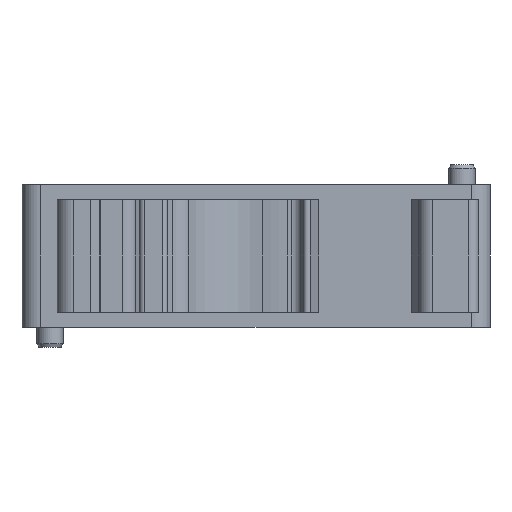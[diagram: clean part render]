
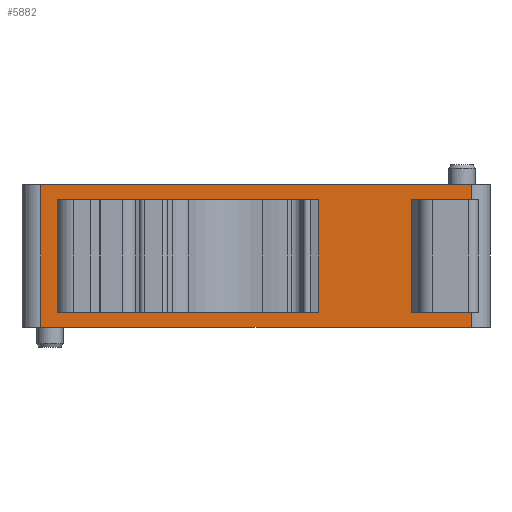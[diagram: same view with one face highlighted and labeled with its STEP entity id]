
A CAD part, front view. The second image highlights one B-rep face of the part: STEP entity #5882.
In plain terms, the highlighted planar face has unit normal (0, -1, 0).
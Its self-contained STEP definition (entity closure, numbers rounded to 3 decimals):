
#349=DIRECTION('',(1.,0.,0.));
#350=VECTOR('',#349,46.);
#351=CARTESIAN_POINT('',(2.,0.,-15.2));
#352=LINE('',#351,#350);
#771=DIRECTION('',(0.,0.,-1.));
#772=VECTOR('',#771,15.2);
#773=CARTESIAN_POINT('',(2.,0.,0.));
#774=LINE('',#773,#772);
#904=DIRECTION('',(-1.,0.,0.));
#905=VECTOR('',#904,46.);
#906=CARTESIAN_POINT('',(48.,0.,0.));
#907=LINE('',#906,#905);
#1381=DIRECTION('',(0.,0.,-1.));
#1382=VECTOR('',#1381,15.2);
#1383=CARTESIAN_POINT('',(48.,0.,0.));
#1384=LINE('',#1383,#1382);
#1385=DIRECTION('',(1.,0.,0.));
#1386=VECTOR('',#1385,26.455);
#1387=CARTESIAN_POINT('',(4.261,0.,-1.6));
#1388=LINE('',#1387,#1386);
#1570=DIRECTION('',(0.,0.,-1.));
#1571=VECTOR('',#1570,12.);
#1572=CARTESIAN_POINT('',(30.716,0.,-1.6));
#1573=LINE('',#1572,#1571);
#1574=DIRECTION('',(-1.,0.,0.));
#1575=VECTOR('',#1574,26.455);
#1576=CARTESIAN_POINT('',(30.716,0.,-13.6));
#1577=LINE('',#1576,#1575);
#1759=DIRECTION('',(0.,0.,-1.));
#1760=VECTOR('',#1759,12.);
#1761=CARTESIAN_POINT('',(4.261,0.,-1.6));
#1762=LINE('',#1761,#1760);
#1923=DIRECTION('',(1.,0.,0.));
#1924=VECTOR('',#1923,4.96);
#1925=CARTESIAN_POINT('',(41.79,0.,-1.6));
#1926=LINE('',#1925,#1924);
#2005=DIRECTION('',(0.,0.,-1.));
#2006=VECTOR('',#2005,12.);
#2007=CARTESIAN_POINT('',(46.75,0.,-1.6));
#2008=LINE('',#2007,#2006);
#2013=DIRECTION('',(-1.,0.,0.));
#2014=VECTOR('',#2013,4.96);
#2015=CARTESIAN_POINT('',(46.75,0.,-13.6));
#2016=LINE('',#2015,#2014);
#2112=DIRECTION('',(0.,0.,1.));
#2113=VECTOR('',#2112,12.);
#2114=CARTESIAN_POINT('',(41.79,0.,-13.6));
#2115=LINE('',#2114,#2113);
#3302=CARTESIAN_POINT('',(48.,0.,0.));
#3303=VERTEX_POINT('',#3302);
#3304=CARTESIAN_POINT('',(2.,0.,0.));
#3305=VERTEX_POINT('',#3304);
#3506=CARTESIAN_POINT('',(2.,0.,-15.2));
#3507=VERTEX_POINT('',#3506);
#3508=CARTESIAN_POINT('',(48.,0.,-15.2));
#3509=VERTEX_POINT('',#3508);
#3954=CARTESIAN_POINT('',(30.716,0.,-1.6));
#3955=CARTESIAN_POINT('',(30.716,0.,-13.6));
#3956=VERTEX_POINT('',#3954);
#3957=VERTEX_POINT('',#3955);
#3958=CARTESIAN_POINT('',(4.261,0.,-1.6));
#3959=CARTESIAN_POINT('',(4.261,0.,-13.6));
#3960=VERTEX_POINT('',#3958);
#3961=VERTEX_POINT('',#3959);
#3962=CARTESIAN_POINT('',(41.79,0.,-13.6));
#3963=CARTESIAN_POINT('',(41.79,0.,-1.6));
#3964=VERTEX_POINT('',#3962);
#3965=VERTEX_POINT('',#3963);
#3966=CARTESIAN_POINT('',(46.75,0.,-1.6));
#3967=CARTESIAN_POINT('',(46.75,0.,-13.6));
#3968=VERTEX_POINT('',#3966);
#3969=VERTEX_POINT('',#3967);
#5851=CARTESIAN_POINT('',(25.,0.,-14.45));
#5852=DIRECTION('',(0.,1.,0.));
#5853=DIRECTION('',(-1.,0.,0.));
#5854=AXIS2_PLACEMENT_3D('',#5851,#5852,#5853);
#5855=PLANE('',#5854);
#5856=ORIENTED_EDGE('',*,*,#5167,.F.);
#5857=ORIENTED_EDGE('',*,*,#5230,.F.);
#5858=ORIENTED_EDGE('',*,*,#5843,.T.);
#5859=ORIENTED_EDGE('',*,*,#4486,.F.);
#5860=EDGE_LOOP('',(#5856,#5857,#5858,#5859));
#5861=FACE_OUTER_BOUND('',#5860,.F.);
#5863=ORIENTED_EDGE('',*,*,#5862,.F.);
#5865=ORIENTED_EDGE('',*,*,#5864,.F.);
#5867=ORIENTED_EDGE('',*,*,#5866,.F.);
#5869=ORIENTED_EDGE('',*,*,#5868,.F.);
#5870=EDGE_LOOP('',(#5863,#5865,#5867,#5869));
#5871=FACE_BOUND('',#5870,.F.);
#5873=ORIENTED_EDGE('',*,*,#5872,.F.);
#5875=ORIENTED_EDGE('',*,*,#5874,.T.);
#5877=ORIENTED_EDGE('',*,*,#5876,.F.);
#5879=ORIENTED_EDGE('',*,*,#5878,.F.);
#5880=EDGE_LOOP('',(#5873,#5875,#5877,#5879));
#5881=FACE_BOUND('',#5880,.F.);
#5882=ADVANCED_FACE('',(#5861,#5871,#5881),#5855,.F.);
#4486=EDGE_CURVE('',#3507,#3509,#352,.T.);
#5167=EDGE_CURVE('',#3305,#3507,#774,.T.);
#5230=EDGE_CURVE('',#3303,#3305,#907,.T.);
#5843=EDGE_CURVE('',#3303,#3509,#1384,.T.);
#5862=EDGE_CURVE('',#3965,#3968,#1926,.T.);
#5864=EDGE_CURVE('',#3964,#3965,#2115,.T.);
#5866=EDGE_CURVE('',#3969,#3964,#2016,.T.);
#5868=EDGE_CURVE('',#3968,#3969,#2008,.T.);
#5872=EDGE_CURVE('',#3960,#3956,#1388,.T.);
#5874=EDGE_CURVE('',#3960,#3961,#1762,.T.);
#5876=EDGE_CURVE('',#3957,#3961,#1577,.T.);
#5878=EDGE_CURVE('',#3956,#3957,#1573,.T.);
